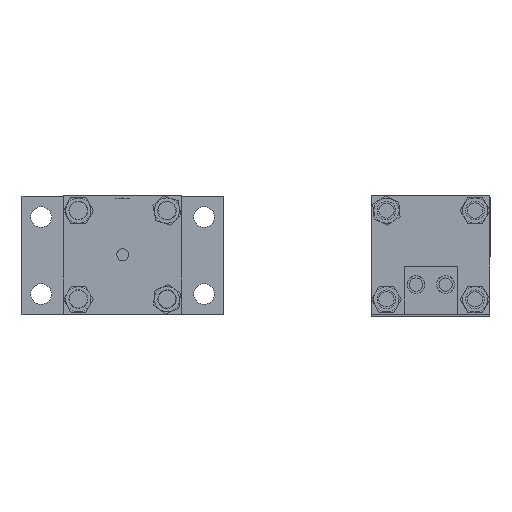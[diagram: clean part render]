
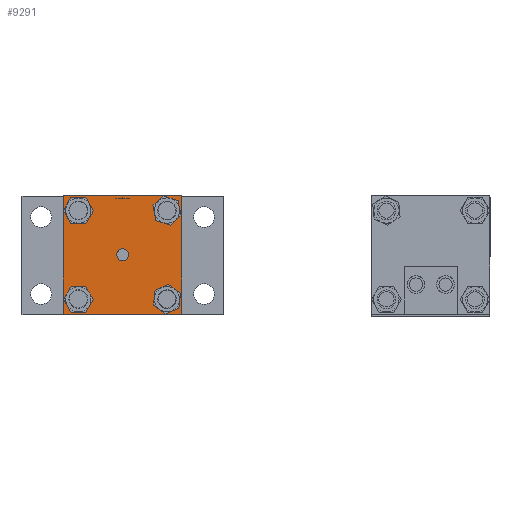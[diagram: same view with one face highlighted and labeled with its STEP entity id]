
A CAD part, top view. The second image highlights one B-rep face of the part: STEP entity #9291.
In plain terms, the highlighted planar face has unit normal (0, 0, 1).
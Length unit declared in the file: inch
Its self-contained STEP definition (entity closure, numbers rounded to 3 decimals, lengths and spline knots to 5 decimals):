
#46 = CIRCLE ( 'NONE', #8522, 0.12655 ) ;
#48 = VERTEX_POINT ( 'NONE', #8017 ) ;
#85 = ORIENTED_EDGE ( 'NONE', *, *, #6998, .F. ) ;
#103 = CIRCLE ( 'NONE', #4039, 0.188 ) ;
#168 = ORIENTED_EDGE ( 'NONE', *, *, #6932, .F. ) ;
#184 = FACE_OUTER_BOUND ( 'NONE', #10156, .T. ) ;
#187 = VERTEX_POINT ( 'NONE', #4183 ) ;
#235 = CIRCLE ( 'NONE', #7928, 0.188 ) ;
#301 = VERTEX_POINT ( 'NONE', #5900 ) ;
#379 = CARTESIAN_POINT ( 'NONE',  ( 7.14946, 9.57806, 0.5 ) ) ;
#560 = DIRECTION ( 'NONE',  ( 1., 0., 0. ) ) ;
#566 = CARTESIAN_POINT ( 'NONE',  ( 5.15246, 9.26306, 0.5 ) ) ;
#588 = DIRECTION ( 'NONE',  ( 1., 0., 0. ) ) ;
#658 = DIRECTION ( 'NONE',  ( 0., -1., 0. ) ) ;
#748 = EDGE_CURVE ( 'NONE', #6569, #8698, #4949, .T. ) ;
#858 = EDGE_CURVE ( 'NONE', #1796, #187, #103, .T. ) ;
#949 = CARTESIAN_POINT ( 'NONE',  ( 6.02601, 8.32806, 0.5 ) ) ;
#1120 = EDGE_CURVE ( 'NONE', #5873, #8454, #11859, .T. ) ;
#1154 = CIRCLE ( 'NONE', #4038, 0.188 ) ;
#1231 = ORIENTED_EDGE ( 'NONE', *, *, #3150, .T. ) ;
#1336 = DIRECTION ( 'NONE',  ( 0., 0., 1. ) ) ;
#1338 = VECTOR ( 'NONE', #11943, 39.37008 ) ;
#1532 = DIRECTION ( 'NONE',  ( 0., 0., 1. ) ) ;
#1630 = CIRCLE ( 'NONE', #4077, 0.188 ) ;
#1773 = CARTESIAN_POINT ( 'NONE',  ( 5.89946, 5.57249, 0.5 ) ) ;
#1796 = VERTEX_POINT ( 'NONE', #8917 ) ;
#1862 = CIRCLE ( 'NONE', #5921, 0.188 ) ;
#1937 = VECTOR ( 'NONE', #7615, 39.37008 ) ;
#2006 = EDGE_CURVE ( 'NONE', #48, #11408, #4622, .T. ) ;
#2648 = CARTESIAN_POINT ( 'NONE',  ( 6.83446, 7.39306, 0.5 ) ) ;
#2666 = ORIENTED_EDGE ( 'NONE', *, *, #2006, .F. ) ;
#2674 = FACE_BOUND ( 'NONE', #2708, .T. ) ;
#2708 = EDGE_LOOP ( 'NONE', ( #6183, #6788 ) ) ;
#2772 = DIRECTION ( 'NONE',  ( 0., 0., 1. ) ) ;
#2831 = AXIS2_PLACEMENT_3D ( 'NONE', #10557, #1532, #8608 ) ;
#2851 = CARTESIAN_POINT ( 'NONE',  ( 5.89946, 8.32806, 0.5 ) ) ;
#3150 = EDGE_CURVE ( 'NONE', #48, #5873, #7546, .T. ) ;
#3158 = DIRECTION ( 'NONE',  ( 0., 0., 1. ) ) ;
#3410 = EDGE_CURVE ( 'NONE', #12328, #12792, #1862, .T. ) ;
#3421 = ORIENTED_EDGE ( 'NONE', *, *, #3410, .F. ) ;
#3799 = CARTESIAN_POINT ( 'NONE',  ( 6.83446, 9.26306, 0.5 ) ) ;
#4038 = AXIS2_PLACEMENT_3D ( 'NONE', #6953, #8967, #12007 ) ;
#4039 = AXIS2_PLACEMENT_3D ( 'NONE', #11479, #1336, #12416 ) ;
#4077 = AXIS2_PLACEMENT_3D ( 'NONE', #3799, #5788, #7742 ) ;
#4093 = DIRECTION ( 'NONE',  ( 1., 0., 0. ) ) ;
#4183 = CARTESIAN_POINT ( 'NONE',  ( 7.02246, 9.26306, 0.5 ) ) ;
#4306 = CARTESIAN_POINT ( 'NONE',  ( 5.77291, 8.32806, 0.5 ) ) ;
#4415 = FACE_BOUND ( 'NONE', #10253, .T. ) ;
#4490 = EDGE_CURVE ( 'NONE', #12792, #12328, #4827, .T. ) ;
#4575 = CARTESIAN_POINT ( 'NONE',  ( 4.64946, 5.57249, 0.5 ) ) ;
#4622 = LINE ( 'NONE', #8437, #1937 ) ;
#4784 = ORIENTED_EDGE ( 'NONE', *, *, #8135, .F. ) ;
#4827 = CIRCLE ( 'NONE', #2831, 0.188 ) ;
#4909 = EDGE_CURVE ( 'NONE', #301, #10679, #8609, .T. ) ;
#4949 = CIRCLE ( 'NONE', #7847, 0.188 ) ;
#5120 = DIRECTION ( 'NONE',  ( 0., 0., 1. ) ) ;
#5253 = AXIS2_PLACEMENT_3D ( 'NONE', #1773, #2772, #11700 ) ;
#5363 = CARTESIAN_POINT ( 'NONE',  ( 4.96446, 9.26306, 0.5 ) ) ;
#5788 = DIRECTION ( 'NONE',  ( 0., 0., 1. ) ) ;
#5873 = VERTEX_POINT ( 'NONE', #11194 ) ;
#5900 = CARTESIAN_POINT ( 'NONE',  ( 6.64646, 7.39306, 0.5 ) ) ;
#5921 = AXIS2_PLACEMENT_3D ( 'NONE', #5363, #3158, #10388 ) ;
#5964 = DIRECTION ( 'NONE',  ( 0., 0., 1. ) ) ;
#6182 = VERTEX_POINT ( 'NONE', #4306 ) ;
#6183 = ORIENTED_EDGE ( 'NONE', *, *, #748, .F. ) ;
#6453 = FACE_BOUND ( 'NONE', #6631, .T. ) ;
#6547 = DIRECTION ( 'NONE',  ( 0., -1., 0. ) ) ;
#6562 = DIRECTION ( 'NONE',  ( 0., 0., 1. ) ) ;
#6569 = VERTEX_POINT ( 'NONE', #10193 ) ;
#6627 = VERTEX_POINT ( 'NONE', #949 ) ;
#6631 = EDGE_LOOP ( 'NONE', ( #10807, #3421 ) ) ;
#6652 = LINE ( 'NONE', #8661, #11228 ) ;
#6746 = VECTOR ( 'NONE', #658, 39.37008 ) ;
#6788 = ORIENTED_EDGE ( 'NONE', *, *, #7203, .F. ) ;
#6932 = EDGE_CURVE ( 'NONE', #6627, #6182, #11240, .T. ) ;
#6953 = CARTESIAN_POINT ( 'NONE',  ( 4.96446, 7.39306, 0.5 ) ) ;
#6974 = CARTESIAN_POINT ( 'NONE',  ( 7.02246, 7.39306, 0.5 ) ) ;
#6998 = EDGE_CURVE ( 'NONE', #10679, #301, #235, .T. ) ;
#7138 = CARTESIAN_POINT ( 'NONE',  ( 6.83446, 7.39306, 0.5 ) ) ;
#7203 = EDGE_CURVE ( 'NONE', #8698, #6569, #1154, .T. ) ;
#7346 = CARTESIAN_POINT ( 'NONE',  ( 7.14946, 7.07806, 0.5 ) ) ;
#7546 = LINE ( 'NONE', #4575, #6746 ) ;
#7549 = CARTESIAN_POINT ( 'NONE',  ( 5.89946, 8.32806, 0.5 ) ) ;
#7615 = DIRECTION ( 'NONE',  ( 1., 0., 0. ) ) ;
#7694 = CARTESIAN_POINT ( 'NONE',  ( 4.77646, 7.39306, 0.5 ) ) ;
#7729 = FACE_BOUND ( 'NONE', #9345, .T. ) ;
#7742 = DIRECTION ( 'NONE',  ( 1., 0., 0. ) ) ;
#7792 = CARTESIAN_POINT ( 'NONE',  ( 5.89946, 7.07806, 0.5 ) ) ;
#7847 = AXIS2_PLACEMENT_3D ( 'NONE', #11132, #8070, #4093 ) ;
#7924 = ORIENTED_EDGE ( 'NONE', *, *, #1120, .T. ) ;
#7928 = AXIS2_PLACEMENT_3D ( 'NONE', #2648, #8721, #588 ) ;
#8017 = CARTESIAN_POINT ( 'NONE',  ( 4.64946, 9.57806, 0.5 ) ) ;
#8058 = DIRECTION ( 'NONE',  ( 1., 0., 0. ) ) ;
#8070 = DIRECTION ( 'NONE',  ( 0., 0., 1. ) ) ;
#8135 = EDGE_CURVE ( 'NONE', #6182, #6627, #46, .T. ) ;
#8437 = CARTESIAN_POINT ( 'NONE',  ( 5.89946, 9.57806, 0.5 ) ) ;
#8454 = VERTEX_POINT ( 'NONE', #7346 ) ;
#8522 = AXIS2_PLACEMENT_3D ( 'NONE', #2851, #5964, #8058 ) ;
#8608 = DIRECTION ( 'NONE',  ( 1., 0., 0. ) ) ;
#8609 = CIRCLE ( 'NONE', #11193, 0.188 ) ;
#8661 = CARTESIAN_POINT ( 'NONE',  ( 7.14946, 5.57249, 0.5 ) ) ;
#8698 = VERTEX_POINT ( 'NONE', #7694 ) ;
#8721 = DIRECTION ( 'NONE',  ( 0., 0., 1. ) ) ;
#8917 = CARTESIAN_POINT ( 'NONE',  ( 6.64646, 9.26306, 0.5 ) ) ;
#8954 = ORIENTED_EDGE ( 'NONE', *, *, #12146, .F. ) ;
#8967 = DIRECTION ( 'NONE',  ( 0., 0., 1. ) ) ;
#9195 = ORIENTED_EDGE ( 'NONE', *, *, #4909, .F. ) ;
#9291 = ADVANCED_FACE ( 'NONE', ( #11487, #4415, #6453, #2674, #184, #7729 ), #11870, .T. ) ;
#9345 = EDGE_LOOP ( 'NONE', ( #4784, #168 ) ) ;
#9435 = AXIS2_PLACEMENT_3D ( 'NONE', #7549, #6562, #560 ) ;
#9822 = EDGE_LOOP ( 'NONE', ( #85, #9195 ) ) ;
#9963 = ORIENTED_EDGE ( 'NONE', *, *, #858, .F. ) ;
#10156 = EDGE_LOOP ( 'NONE', ( #2666, #1231, #7924, #12844 ) ) ;
#10193 = CARTESIAN_POINT ( 'NONE',  ( 5.15246, 7.39306, 0.5 ) ) ;
#10253 = EDGE_LOOP ( 'NONE', ( #8954, #9963 ) ) ;
#10388 = DIRECTION ( 'NONE',  ( 1., 0., 0. ) ) ;
#10557 = CARTESIAN_POINT ( 'NONE',  ( 4.96446, 9.26306, 0.5 ) ) ;
#10679 = VERTEX_POINT ( 'NONE', #6974 ) ;
#10807 = ORIENTED_EDGE ( 'NONE', *, *, #4490, .F. ) ;
#10897 = CARTESIAN_POINT ( 'NONE',  ( 4.77646, 9.26306, 0.5 ) ) ;
#11132 = CARTESIAN_POINT ( 'NONE',  ( 4.96446, 7.39306, 0.5 ) ) ;
#11193 = AXIS2_PLACEMENT_3D ( 'NONE', #7138, #5120, #12144 ) ;
#11194 = CARTESIAN_POINT ( 'NONE',  ( 4.64946, 7.07806, 0.5 ) ) ;
#11228 = VECTOR ( 'NONE', #6547, 39.37008 ) ;
#11240 = CIRCLE ( 'NONE', #9435, 0.12655 ) ;
#11408 = VERTEX_POINT ( 'NONE', #379 ) ;
#11479 = CARTESIAN_POINT ( 'NONE',  ( 6.83446, 9.26306, 0.5 ) ) ;
#11487 = FACE_BOUND ( 'NONE', #9822, .T. ) ;
#11700 = DIRECTION ( 'NONE',  ( 1., 0., 0. ) ) ;
#11859 = LINE ( 'NONE', #7792, #1338 ) ;
#11870 = PLANE ( 'NONE',  #5253 ) ;
#11943 = DIRECTION ( 'NONE',  ( 1., 0., 0. ) ) ;
#12007 = DIRECTION ( 'NONE',  ( 1., 0., 0. ) ) ;
#12062 = EDGE_CURVE ( 'NONE', #11408, #8454, #6652, .T. ) ;
#12144 = DIRECTION ( 'NONE',  ( 1., 0., 0. ) ) ;
#12146 = EDGE_CURVE ( 'NONE', #187, #1796, #1630, .T. ) ;
#12328 = VERTEX_POINT ( 'NONE', #10897 ) ;
#12416 = DIRECTION ( 'NONE',  ( 1., 0., 0. ) ) ;
#12792 = VERTEX_POINT ( 'NONE', #566 ) ;
#12844 = ORIENTED_EDGE ( 'NONE', *, *, #12062, .F. ) ;
